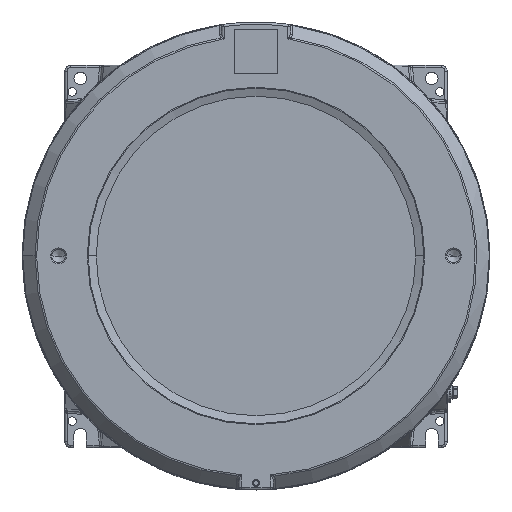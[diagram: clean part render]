
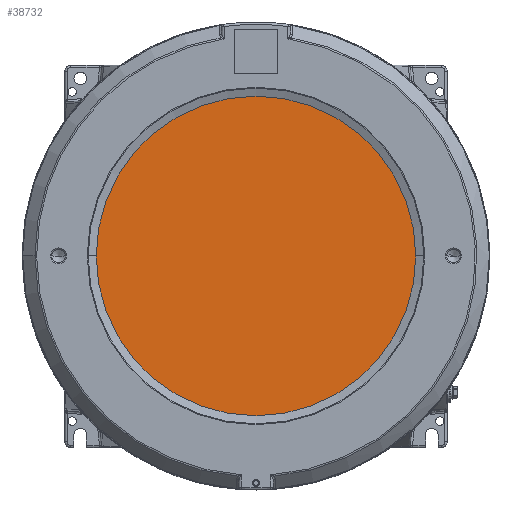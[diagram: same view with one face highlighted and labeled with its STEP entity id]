
A CAD part, top view. The second image highlights one B-rep face of the part: STEP entity #38732.
In plain terms, the highlighted face is planar.
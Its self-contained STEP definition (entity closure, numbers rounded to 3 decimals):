
#1090 = EDGE_CURVE ( 'NONE', #1207, #20694, #6378, .T. ) ;
#1207 = VERTEX_POINT ( 'NONE', #36066 ) ;
#6378 = CIRCLE ( 'NONE', #27816, 140. ) ;
#9048 = DIRECTION ( 'NONE',  ( 1., 0., 0. ) ) ;
#9666 = PLANE ( 'NONE',  #32839 ) ;
#9806 = DIRECTION ( 'NONE',  ( -1., 0., 0. ) ) ;
#11139 = EDGE_CURVE ( 'NONE', #20694, #1207, #31086, .T. ) ;
#15644 = CARTESIAN_POINT ( 'NONE',  ( 3., 0., 140. ) ) ;
#19951 = DIRECTION ( 'NONE',  ( 0., 0., -1. ) ) ;
#20694 = VERTEX_POINT ( 'NONE', #15644 ) ;
#22236 = AXIS2_PLACEMENT_3D ( 'NONE', #23870, #9806, #34506 ) ;
#23870 = CARTESIAN_POINT ( 'NONE',  ( 3., 0., 0. ) ) ;
#27816 = AXIS2_PLACEMENT_3D ( 'NONE', #34365, #37972, #30939 ) ;
#30939 = DIRECTION ( 'NONE',  ( 0., 0., 1. ) ) ;
#31086 = CIRCLE ( 'NONE', #22236, 140. ) ;
#32839 = AXIS2_PLACEMENT_3D ( 'NONE', #38266, #9048, #19951 ) ;
#34365 = CARTESIAN_POINT ( 'NONE',  ( 3., 0., 0. ) ) ;
#34506 = DIRECTION ( 'NONE',  ( 0., 0., 1. ) ) ;
#36066 = CARTESIAN_POINT ( 'NONE',  ( 3., 0., -140. ) ) ;
#36356 = EDGE_LOOP ( 'NONE', ( #37572, #36565 ) ) ;
#36565 = ORIENTED_EDGE ( 'NONE', *, *, #1090, .T. ) ;
#36647 = FACE_OUTER_BOUND ( 'NONE', #36356, .T. ) ;
#37572 = ORIENTED_EDGE ( 'NONE', *, *, #11139, .T. ) ;
#37972 = DIRECTION ( 'NONE',  ( -1., 0., 0. ) ) ;
#38266 = CARTESIAN_POINT ( 'NONE',  ( 3., 0., 0. ) ) ;
#38732 = ADVANCED_FACE ( 'NONE', ( #36647 ), #9666, .F. ) ;
